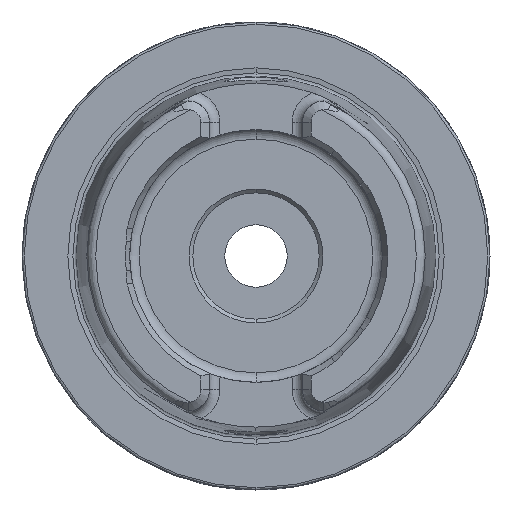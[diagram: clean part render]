
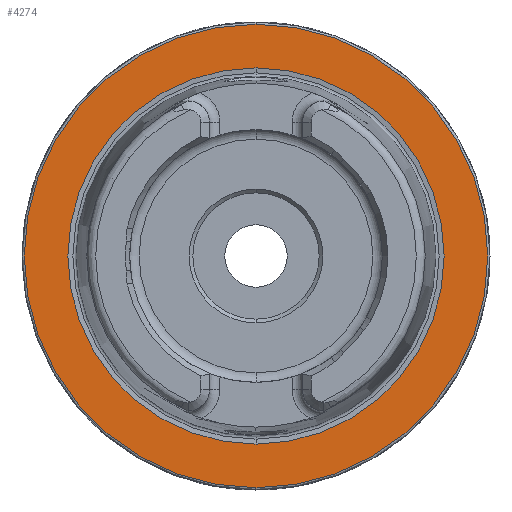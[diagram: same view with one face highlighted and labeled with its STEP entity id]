
A CAD part, left-side view. The second image highlights one B-rep face of the part: STEP entity #4274.
In plain terms, the highlighted planar face has unit normal (-1, 0, 0).
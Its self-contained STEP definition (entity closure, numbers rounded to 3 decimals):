
#12 = VERTEX_POINT ( 'NONE', #5693 ) ;
#79 = CARTESIAN_POINT ( 'NONE',  ( 0., 0., 0. ) ) ;
#222 = VERTEX_POINT ( 'NONE', #7656 ) ;
#284 = EDGE_CURVE ( 'NONE', #8112, #222, #3785, .T. ) ;
#363 = FACE_OUTER_BOUND ( 'NONE', #1846, .T. ) ;
#458 = CARTESIAN_POINT ( 'NONE',  ( 0., 0., 0. ) ) ;
#468 = AXIS2_PLACEMENT_3D ( 'NONE', #1011, #1102, #1149 ) ;
#749 = DIRECTION ( 'NONE',  ( 0., 0., 1. ) ) ;
#797 = CIRCLE ( 'NONE', #1607, 31.2 ) ;
#1011 = CARTESIAN_POINT ( 'NONE',  ( 0., 0., 0. ) ) ;
#1102 = DIRECTION ( 'NONE',  ( -1., 0., 0. ) ) ;
#1118 = DIRECTION ( 'NONE',  ( 0., 0., 1. ) ) ;
#1149 = DIRECTION ( 'NONE',  ( 0., 0., 1. ) ) ;
#1419 = DIRECTION ( 'NONE',  ( 0., 0., -1. ) ) ;
#1607 = AXIS2_PLACEMENT_3D ( 'NONE', #458, #5009, #1118 ) ;
#1846 = EDGE_LOOP ( 'NONE', ( #3309, #4635 ) ) ;
#3222 = EDGE_CURVE ( 'NONE', #5443, #12, #3853, .T. ) ;
#3309 = ORIENTED_EDGE ( 'NONE', *, *, #7272, .T. ) ;
#3626 = FACE_BOUND ( 'NONE', #6295, .T. ) ;
#3692 = DIRECTION ( 'NONE',  ( -1., 0., 0. ) ) ;
#3780 = ORIENTED_EDGE ( 'NONE', *, *, #284, .F. ) ;
#3785 = CIRCLE ( 'NONE', #468, 25.324 ) ;
#3853 = CIRCLE ( 'NONE', #7391, 31.2 ) ;
#3983 = CARTESIAN_POINT ( 'NONE',  ( 0., 31.2, 0. ) ) ;
#4266 = EDGE_CURVE ( 'NONE', #222, #8112, #5571, .T. ) ;
#4274 = ADVANCED_FACE ( 'NONE', ( #3626, #363 ), #6632, .F. ) ;
#4635 = ORIENTED_EDGE ( 'NONE', *, *, #3222, .T. ) ;
#4651 = DIRECTION ( 'NONE',  ( -1., 0., 0. ) ) ;
#4708 = ORIENTED_EDGE ( 'NONE', *, *, #4266, .F. ) ;
#4832 = CARTESIAN_POINT ( 'NONE',  ( 0., 0., 25.324 ) ) ;
#5009 = DIRECTION ( 'NONE',  ( -1., 0., 0. ) ) ;
#5058 = AXIS2_PLACEMENT_3D ( 'NONE', #79, #4651, #749 ) ;
#5302 = DIRECTION ( 'NONE',  ( 1., 0., 0. ) ) ;
#5334 = CARTESIAN_POINT ( 'NONE',  ( 0., 0., -31.2 ) ) ;
#5443 = VERTEX_POINT ( 'NONE', #5334 ) ;
#5571 = CIRCLE ( 'NONE', #5058, 25.324 ) ;
#5693 = CARTESIAN_POINT ( 'NONE',  ( 0., 0., 31.2 ) ) ;
#6295 = EDGE_LOOP ( 'NONE', ( #3780, #4708 ) ) ;
#6632 = PLANE ( 'NONE',  #7322 ) ;
#7272 = EDGE_CURVE ( 'NONE', #12, #5443, #797, .T. ) ;
#7322 = AXIS2_PLACEMENT_3D ( 'NONE', #3983, #5302, #1419 ) ;
#7391 = AXIS2_PLACEMENT_3D ( 'NONE', #7703, #3692, #8361 ) ;
#7656 = CARTESIAN_POINT ( 'NONE',  ( 0., 0., -25.324 ) ) ;
#7703 = CARTESIAN_POINT ( 'NONE',  ( 0., 0., 0. ) ) ;
#8112 = VERTEX_POINT ( 'NONE', #4832 ) ;
#8361 = DIRECTION ( 'NONE',  ( 0., 0., 1. ) ) ;
